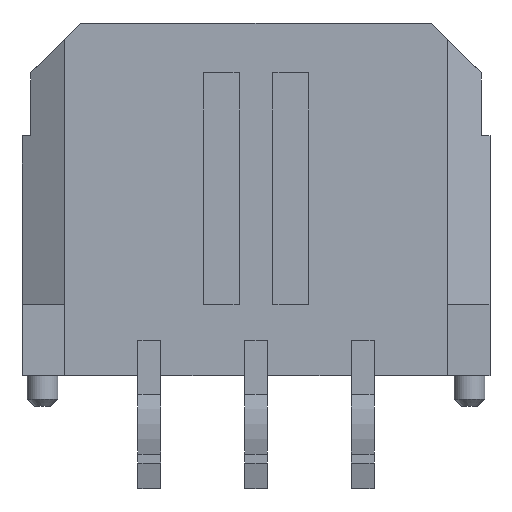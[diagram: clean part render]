
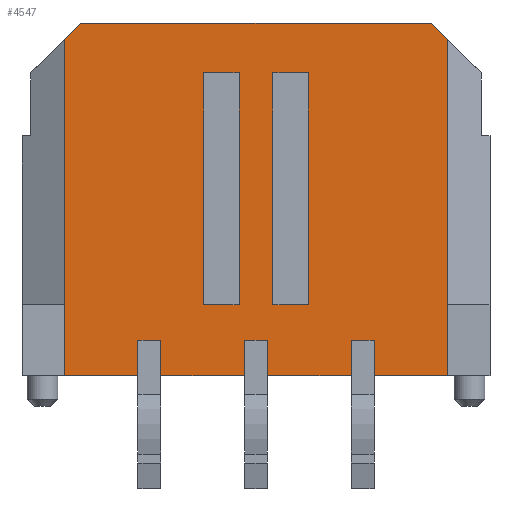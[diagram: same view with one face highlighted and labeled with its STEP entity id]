
A CAD part, front view. The second image highlights one B-rep face of the part: STEP entity #4547.
In plain terms, the highlighted planar face has unit normal (0, -1, 0).
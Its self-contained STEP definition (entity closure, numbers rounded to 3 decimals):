
#53=DIRECTION('',(1.,0.,0.));
#54=VECTOR('',#53,1.);
#55=CARTESIAN_POINT('',(-1.475,-3.47,3.55));
#56=LINE('',#55,#54);
#57=DIRECTION('',(0.,0.,1.));
#58=VECTOR('',#57,6.51);
#59=CARTESIAN_POINT('',(-1.475,-3.47,-2.96));
#60=LINE('',#59,#58);
#61=DIRECTION('',(1.,0.,0.));
#62=VECTOR('',#61,1.);
#63=CARTESIAN_POINT('',(-1.475,-3.47,-2.96));
#64=LINE('',#63,#62);
#65=DIRECTION('',(0.,0.,1.));
#66=VECTOR('',#65,6.51);
#67=CARTESIAN_POINT('',(-0.475,-3.47,-2.96));
#68=LINE('',#67,#66);
#69=DIRECTION('',(1.,0.,0.));
#70=VECTOR('',#69,1.);
#71=CARTESIAN_POINT('',(0.475,-3.47,3.55));
#72=LINE('',#71,#70);
#73=DIRECTION('',(0.,0.,1.));
#74=VECTOR('',#73,6.51);
#75=CARTESIAN_POINT('',(0.475,-3.47,-2.96));
#76=LINE('',#75,#74);
#77=DIRECTION('',(1.,0.,0.));
#78=VECTOR('',#77,1.);
#79=CARTESIAN_POINT('',(0.475,-3.47,-2.96));
#80=LINE('',#79,#78);
#81=DIRECTION('',(0.,0.,1.));
#82=VECTOR('',#81,6.51);
#83=CARTESIAN_POINT('',(1.475,-3.47,-2.96));
#84=LINE('',#83,#82);
#85=DIRECTION('',(0.,0.,1.));
#86=VECTOR('',#85,1.);
#87=CARTESIAN_POINT('',(-3.32,-3.47,-4.96));
#88=LINE('',#87,#86);
#89=DIRECTION('',(0.,0.,-1.));
#90=VECTOR('',#89,7.46);
#91=CARTESIAN_POINT('',(-5.375,-3.47,4.5));
#92=LINE('',#91,#90);
#93=DIRECTION('',(-0.707,0.,-0.707));
#94=VECTOR('',#93,0.636);
#95=CARTESIAN_POINT('',(-4.925,-3.47,4.95));
#96=LINE('',#95,#94);
#97=DIRECTION('',(1.,0.,0.));
#98=VECTOR('',#97,9.85);
#99=CARTESIAN_POINT('',(-4.925,-3.47,4.95));
#100=LINE('',#99,#98);
#101=DIRECTION('',(-0.707,0.,0.707));
#102=VECTOR('',#101,0.636);
#103=CARTESIAN_POINT('',(5.375,-3.47,4.5));
#104=LINE('',#103,#102);
#105=DIRECTION('',(0.,0.,-1.));
#106=VECTOR('',#105,7.46);
#107=CARTESIAN_POINT('',(5.375,-3.47,4.5));
#108=LINE('',#107,#106);
#109=DIRECTION('',(0.,0.,-1.));
#110=VECTOR('',#109,2.);
#111=CARTESIAN_POINT('',(5.375,-3.47,-2.96));
#112=LINE('',#111,#110);
#113=DIRECTION('',(0.,0.,1.));
#114=VECTOR('',#113,1.);
#115=CARTESIAN_POINT('',(3.32,-3.47,-4.96));
#116=LINE('',#115,#114);
#117=DIRECTION('',(1.,0.,0.));
#118=VECTOR('',#117,0.64);
#119=CARTESIAN_POINT('',(2.68,-3.47,-3.96));
#120=LINE('',#119,#118);
#121=DIRECTION('',(0.,0.,1.));
#122=VECTOR('',#121,1.);
#123=CARTESIAN_POINT('',(2.68,-3.47,-4.96));
#124=LINE('',#123,#122);
#125=DIRECTION('',(0.,0.,1.));
#126=VECTOR('',#125,1.);
#127=CARTESIAN_POINT('',(0.32,-3.47,-4.96));
#128=LINE('',#127,#126);
#129=DIRECTION('',(1.,0.,0.));
#130=VECTOR('',#129,0.64);
#131=CARTESIAN_POINT('',(-0.32,-3.47,-3.96));
#132=LINE('',#131,#130);
#133=DIRECTION('',(0.,0.,1.));
#134=VECTOR('',#133,1.);
#135=CARTESIAN_POINT('',(-0.32,-3.47,-4.96));
#136=LINE('',#135,#134);
#137=DIRECTION('',(0.,0.,1.));
#138=VECTOR('',#137,1.);
#139=CARTESIAN_POINT('',(-2.68,-3.47,-4.96));
#140=LINE('',#139,#138);
#141=DIRECTION('',(1.,0.,0.));
#142=VECTOR('',#141,0.64);
#143=CARTESIAN_POINT('',(-3.32,-3.47,-3.96));
#144=LINE('',#143,#142);
#981=DIRECTION('',(-1.,0.,0.));
#982=VECTOR('',#981,2.055);
#983=CARTESIAN_POINT('',(5.375,-3.47,-4.96));
#984=LINE('',#983,#982);
#997=DIRECTION('',(-1.,0.,0.));
#998=VECTOR('',#997,2.36);
#999=CARTESIAN_POINT('',(2.68,-3.47,-4.96));
#1000=LINE('',#999,#998);
#1021=DIRECTION('',(-1.,0.,0.));
#1022=VECTOR('',#1021,2.055);
#1023=CARTESIAN_POINT('',(-3.32,-3.47,-4.96));
#1024=LINE('',#1023,#1022);
#1029=DIRECTION('',(-1.,0.,0.));
#1030=VECTOR('',#1029,2.36);
#1031=CARTESIAN_POINT('',(-0.32,-3.47,-4.96));
#1032=LINE('',#1031,#1030);
#3239=DIRECTION('',(0.,0.,-1.));
#3240=VECTOR('',#3239,2.);
#3241=CARTESIAN_POINT('',(-5.375,-3.47,-2.96));
#3242=LINE('',#3241,#3240);
#3327=CARTESIAN_POINT('',(-4.925,-3.47,4.95));
#3328=CARTESIAN_POINT('',(4.925,-3.47,4.95));
#3329=VERTEX_POINT('',#3327);
#3330=VERTEX_POINT('',#3328);
#3412=CARTESIAN_POINT('',(2.68,-3.47,-4.96));
#3414=VERTEX_POINT('',#3412);
#3416=CARTESIAN_POINT('',(3.32,-3.47,-4.96));
#3418=VERTEX_POINT('',#3416);
#3424=CARTESIAN_POINT('',(-0.32,-3.47,-4.96));
#3426=VERTEX_POINT('',#3424);
#3428=CARTESIAN_POINT('',(0.32,-3.47,-4.96));
#3430=VERTEX_POINT('',#3428);
#3436=CARTESIAN_POINT('',(-3.32,-3.47,-4.96));
#3438=VERTEX_POINT('',#3436);
#3440=CARTESIAN_POINT('',(-2.68,-3.47,-4.96));
#3442=VERTEX_POINT('',#3440);
#3448=CARTESIAN_POINT('',(5.375,-3.47,-2.96));
#3450=VERTEX_POINT('',#3448);
#3452=CARTESIAN_POINT('',(-5.375,-3.47,-2.96));
#3454=VERTEX_POINT('',#3452);
#3461=CARTESIAN_POINT('',(5.375,-3.47,-4.96));
#3462=VERTEX_POINT('',#3461);
#3463=CARTESIAN_POINT('',(-5.375,-3.47,-4.96));
#3464=VERTEX_POINT('',#3463);
#3465=CARTESIAN_POINT('',(2.68,-3.47,-3.96));
#3466=VERTEX_POINT('',#3465);
#3467=CARTESIAN_POINT('',(3.32,-3.47,-3.96));
#3468=VERTEX_POINT('',#3467);
#3469=CARTESIAN_POINT('',(-0.32,-3.47,-3.96));
#3470=VERTEX_POINT('',#3469);
#3471=CARTESIAN_POINT('',(0.32,-3.47,-3.96));
#3472=VERTEX_POINT('',#3471);
#3473=CARTESIAN_POINT('',(-3.32,-3.47,-3.96));
#3474=VERTEX_POINT('',#3473);
#3475=CARTESIAN_POINT('',(-2.68,-3.47,-3.96));
#3476=VERTEX_POINT('',#3475);
#3789=CARTESIAN_POINT('',(-1.475,-3.47,3.55));
#3790=CARTESIAN_POINT('',(-0.475,-3.47,3.55));
#3791=VERTEX_POINT('',#3789);
#3792=VERTEX_POINT('',#3790);
#3793=CARTESIAN_POINT('',(0.475,-3.47,3.55));
#3794=CARTESIAN_POINT('',(1.475,-3.47,3.55));
#3795=VERTEX_POINT('',#3793);
#3796=VERTEX_POINT('',#3794);
#3797=CARTESIAN_POINT('',(-1.475,-3.47,-2.96));
#3798=CARTESIAN_POINT('',(-0.475,-3.47,-2.96));
#3799=VERTEX_POINT('',#3797);
#3800=VERTEX_POINT('',#3798);
#3801=CARTESIAN_POINT('',(0.475,-3.47,-2.96));
#3802=CARTESIAN_POINT('',(1.475,-3.47,-2.96));
#3803=VERTEX_POINT('',#3801);
#3804=VERTEX_POINT('',#3802);
#4301=CARTESIAN_POINT('',(5.375,-3.47,4.5));
#4302=VERTEX_POINT('',#4301);
#4303=CARTESIAN_POINT('',(-5.375,-3.47,4.5));
#4304=VERTEX_POINT('',#4303);
#4481=CARTESIAN_POINT('',(-6.325,-3.47,4.95));
#4482=DIRECTION('',(0.,-1.,0.));
#4483=DIRECTION('',(0.,0.,-1.));
#4484=AXIS2_PLACEMENT_3D('',#4481,#4482,#4483);
#4485=PLANE('',#4484);
#4487=ORIENTED_EDGE('',*,*,#4486,.F.);
#4489=ORIENTED_EDGE('',*,*,#4488,.T.);
#4491=ORIENTED_EDGE('',*,*,#4490,.F.);
#4492=ORIENTED_EDGE('',*,*,#4468,.F.);
#4494=ORIENTED_EDGE('',*,*,#4493,.F.);
#4496=ORIENTED_EDGE('',*,*,#4495,.T.);
#4498=ORIENTED_EDGE('',*,*,#4497,.F.);
#4500=ORIENTED_EDGE('',*,*,#4499,.T.);
#4502=ORIENTED_EDGE('',*,*,#4501,.T.);
#4504=ORIENTED_EDGE('',*,*,#4503,.T.);
#4506=ORIENTED_EDGE('',*,*,#4505,.T.);
#4508=ORIENTED_EDGE('',*,*,#4507,.F.);
#4510=ORIENTED_EDGE('',*,*,#4509,.F.);
#4512=ORIENTED_EDGE('',*,*,#4511,.T.);
#4514=ORIENTED_EDGE('',*,*,#4513,.T.);
#4516=ORIENTED_EDGE('',*,*,#4515,.F.);
#4518=ORIENTED_EDGE('',*,*,#4517,.F.);
#4520=ORIENTED_EDGE('',*,*,#4519,.T.);
#4522=ORIENTED_EDGE('',*,*,#4521,.T.);
#4524=ORIENTED_EDGE('',*,*,#4523,.F.);
#4525=EDGE_LOOP('',(#4487,#4489,#4491,#4492,#4494,#4496,#4498,#4500,#4502,#4504,
#4506,#4508,#4510,#4512,#4514,#4516,#4518,#4520,#4522,#4524));
#4526=FACE_OUTER_BOUND('',#4525,.F.);
#4528=ORIENTED_EDGE('',*,*,#4527,.F.);
#4530=ORIENTED_EDGE('',*,*,#4529,.F.);
#4532=ORIENTED_EDGE('',*,*,#4531,.T.);
#4534=ORIENTED_EDGE('',*,*,#4533,.T.);
#4535=EDGE_LOOP('',(#4528,#4530,#4532,#4534));
#4536=FACE_BOUND('',#4535,.F.);
#4538=ORIENTED_EDGE('',*,*,#4537,.F.);
#4540=ORIENTED_EDGE('',*,*,#4539,.F.);
#4542=ORIENTED_EDGE('',*,*,#4541,.T.);
#4544=ORIENTED_EDGE('',*,*,#4543,.T.);
#4545=EDGE_LOOP('',(#4538,#4540,#4542,#4544));
#4546=FACE_BOUND('',#4545,.F.);
#4547=ADVANCED_FACE('',(#4526,#4536,#4546),#4485,.T.);
#4468=EDGE_CURVE('',#4304,#3454,#92,.T.);
#4486=EDGE_CURVE('',#3438,#3474,#88,.T.);
#4488=EDGE_CURVE('',#3438,#3464,#1024,.T.);
#4490=EDGE_CURVE('',#3454,#3464,#3242,.T.);
#4493=EDGE_CURVE('',#3329,#4304,#96,.T.);
#4495=EDGE_CURVE('',#3329,#3330,#100,.T.);
#4497=EDGE_CURVE('',#4302,#3330,#104,.T.);
#4499=EDGE_CURVE('',#4302,#3450,#108,.T.);
#4501=EDGE_CURVE('',#3450,#3462,#112,.T.);
#4503=EDGE_CURVE('',#3462,#3418,#984,.T.);
#4505=EDGE_CURVE('',#3418,#3468,#116,.T.);
#4507=EDGE_CURVE('',#3466,#3468,#120,.T.);
#4509=EDGE_CURVE('',#3414,#3466,#124,.T.);
#4511=EDGE_CURVE('',#3414,#3430,#1000,.T.);
#4513=EDGE_CURVE('',#3430,#3472,#128,.T.);
#4515=EDGE_CURVE('',#3470,#3472,#132,.T.);
#4517=EDGE_CURVE('',#3426,#3470,#136,.T.);
#4519=EDGE_CURVE('',#3426,#3442,#1032,.T.);
#4521=EDGE_CURVE('',#3442,#3476,#140,.T.);
#4523=EDGE_CURVE('',#3474,#3476,#144,.T.);
#4527=EDGE_CURVE('',#3795,#3796,#72,.T.);
#4529=EDGE_CURVE('',#3803,#3795,#76,.T.);
#4531=EDGE_CURVE('',#3803,#3804,#80,.T.);
#4533=EDGE_CURVE('',#3804,#3796,#84,.T.);
#4537=EDGE_CURVE('',#3791,#3792,#56,.T.);
#4539=EDGE_CURVE('',#3799,#3791,#60,.T.);
#4541=EDGE_CURVE('',#3799,#3800,#64,.T.);
#4543=EDGE_CURVE('',#3800,#3792,#68,.T.);
